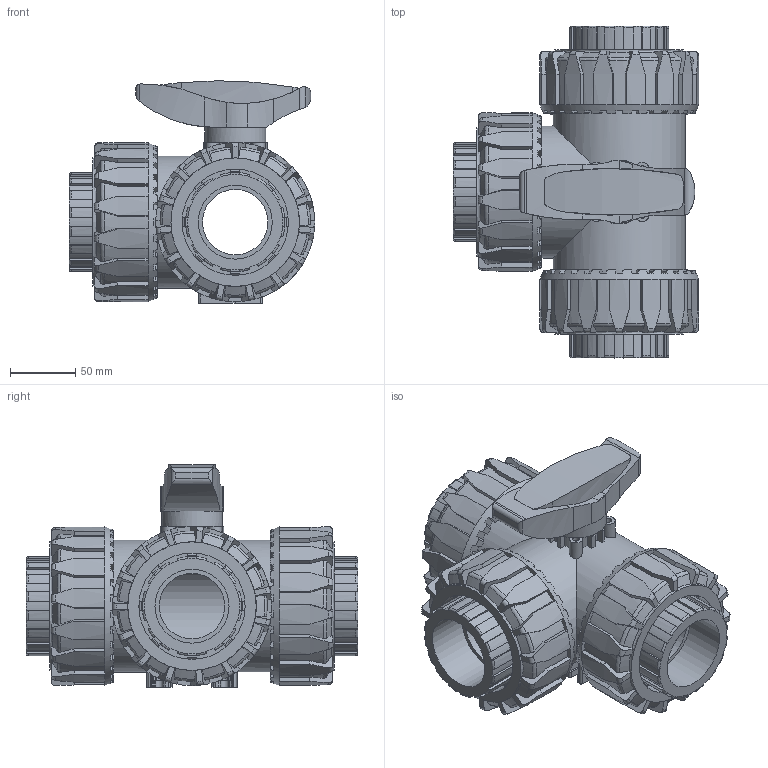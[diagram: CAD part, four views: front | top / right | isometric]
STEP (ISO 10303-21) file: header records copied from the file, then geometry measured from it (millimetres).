
FILE_DESCRIPTION(/* description */ (''),/* implementation_level */ '2;1');
FILE_NAME(/* name */ 'TKDFV200E.iam.stp',/* time_stamp */ '2013-10-01T10:27:55+02:00',/* author */ ('bfaro'),/* organization */ (''),/* preprocessor_version */ 'ST-DEVELOPER v15.2',/* originating_system */ 'Autodesk Inventor 2014',/* authorisation */ '');
FILE_SCHEMA (('AUTOMOTIVE_DESIGN { 1 0 10303 214 3 1 1 }'));
Length unit declared in the file: millimetre
Products named in the file (5): corpo valvola TKD 63; NTVKD063V; ENDFV200; 1MNC063; TKDFV200E
Bounding box: 187.65 x 253.8 x 170.14 mm (x, y, z)
Volume: 2040373.9 mm3; surface area: 379805.2 mm2
Topology: 8 solids, 8 shells, 1616 faces, 4525 edges, 2939 vertices
Faces by surface type: plane 1057, cylinder 373, torus 138, cone 48
Full cylindrical faces by diameter (mm): 5 x4, 46.476 x1, 50 x3, 56.6 x3, 63 x2, 81.3 x3, 90.1 x3, 98.3 x3, 99.3 x3, 101 x2, 101.3 x3
Entity records: 23617 total; most frequent: CARTESIAN_POINT 5714, ORIENTED_EDGE 3848, DIRECTION 3767, EDGE_CURVE 1908, AXIS2_PLACEMENT_3D 1438, VERTEX_POINT 1257, LINE 891, VECTOR 891
